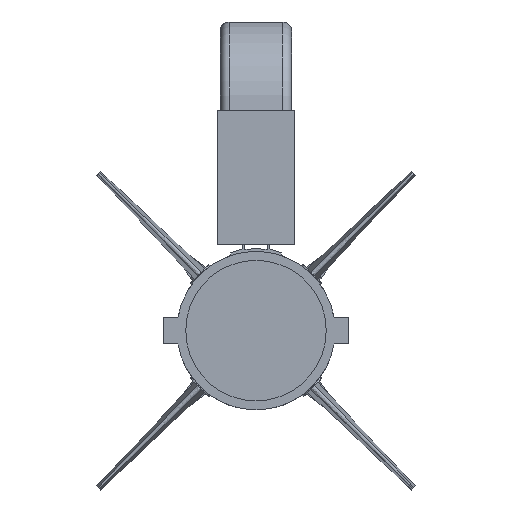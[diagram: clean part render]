
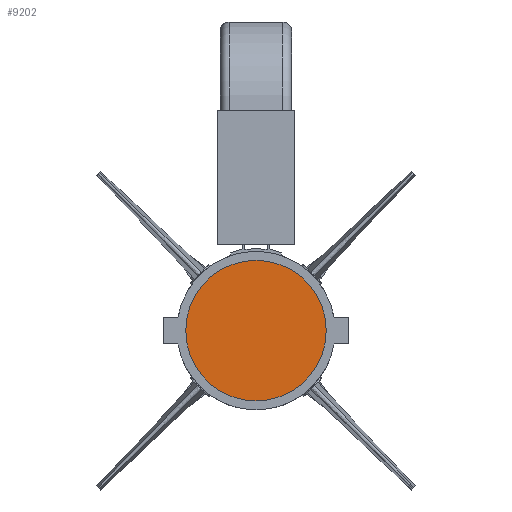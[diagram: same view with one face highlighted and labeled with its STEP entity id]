
A CAD part, left-side view. The second image highlights one B-rep face of the part: STEP entity #9202.
In plain terms, the highlighted planar face has unit normal (-1, 0, 0).
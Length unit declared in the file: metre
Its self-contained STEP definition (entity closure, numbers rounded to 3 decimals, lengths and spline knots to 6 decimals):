
#537=PLANE('',#9809);
#1087=FACE_OUTER_BOUND('',#1665,.T.);
#1665=EDGE_LOOP('',(#6358));
#3813=CIRCLE('',#9808,0.079);
#4121=VERTEX_POINT('',#13001);
#5000=EDGE_CURVE('',#4121,#4121,#3813,.T.);
#6358=ORIENTED_EDGE('',*,*,#5000,.F.);
#9202=ADVANCED_FACE('',(#1087),#537,.F.);
#9808=AXIS2_PLACEMENT_3D('',#13003,#10632,#10633);
#9809=AXIS2_PLACEMENT_3D('',#13004,#10634,#10635);
#10632=DIRECTION('center_axis',(1.,0.,0.));
#10633=DIRECTION('ref_axis',(0.,1.,0.));
#10634=DIRECTION('center_axis',(1.,0.,0.));
#10635=DIRECTION('ref_axis',(0.,1.,0.));
#13001=CARTESIAN_POINT('',(0.01,-0.079,0.));
#13003=CARTESIAN_POINT('Origin',(0.01,0.,0.));
#13004=CARTESIAN_POINT('Origin',(0.01,0.,0.));
